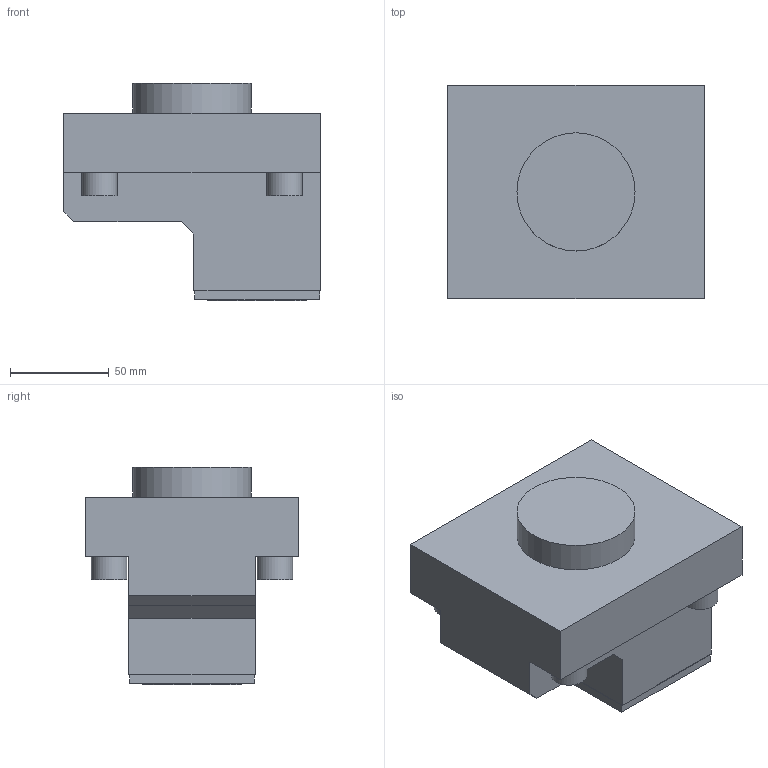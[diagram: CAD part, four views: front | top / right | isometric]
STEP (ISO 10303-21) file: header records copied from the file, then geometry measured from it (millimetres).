
FILE_DESCRIPTION(/* description */ (''),/* implementation_level */ '2;1');
FILE_NAME(/* name */ '1528889173358.stp',/* time_stamp */ '2018-06-13T13:26:18+02:00',/* author */ (''),/* organization */ ('SMS'),/* preprocessor_version */ 'ST-DEVELOPER v15',/* originating_system */ 'SIEMENS PLM Software NX 8.5',/* authorisation */ '');
FILE_SCHEMA (('AUTOMOTIVE_DESIGN { 1 0 10303 214 3 1 1 1 }'));
Length unit declared in the file: millimetre
Products named in the file (1): 200837227mod000_01
Bounding box: 130 x 108 x 110 mm (x, y, z)
Volume: 818442.2 mm3; surface area: 70603.3 mm2
Topology: 1 solids, 1 shells, 42 faces, 92 edges, 62 vertices
Faces by surface type: plane 28, cylinder 8, cone 6
Full cylindrical faces by diameter (mm): 3 x1, 18 x4, 39.2 x1, 50.013 x1, 59.9 x1
Entity records: 1208 total; most frequent: CARTESIAN_POINT 245, DIRECTION 200, ORIENTED_EDGE 164, EDGE_CURVE 82, AXIS2_PLACEMENT_3D 73, EDGE_LOOP 60, VERTEX_POINT 60, LINE 54
